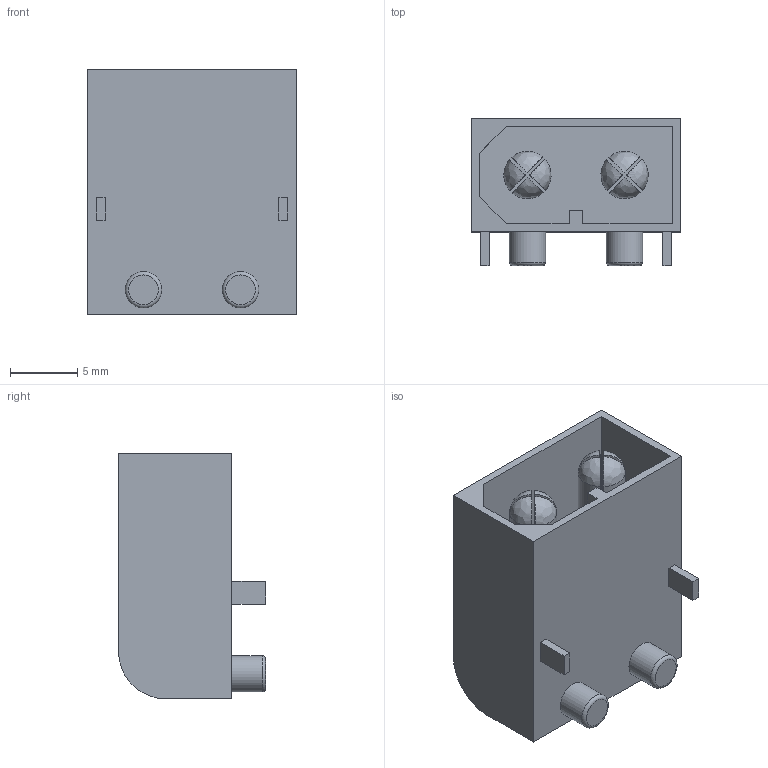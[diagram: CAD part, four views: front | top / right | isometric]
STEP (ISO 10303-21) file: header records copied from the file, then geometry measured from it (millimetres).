
FILE_DESCRIPTION(/* description */ (''),/* implementation_level */ '2;1');
FILE_NAME(/* name */ 'XT60-PW.stp',/* time_stamp */ '2018-05-17T18:46:21-04:00',/* author */ ('squir'),/* organization */ (''),/* preprocessor_version */ 'ST-DEVELOPER v16.13',/* originating_system */ 'Autodesk Inventor 2018',/* authorisation */ '');
FILE_SCHEMA (('AUTOMOTIVE_DESIGN { 1 0 10303 214 3 1 1 }'));
Length unit declared in the file: millimetre
Products named in the file (1): XT60-PW
Bounding box: 15.5 x 10.9 x 18.2 mm (x, y, z)
Volume: 1717.9 mm3; surface area: 1824.4 mm2
Topology: 1 solids, 1 shells, 74 faces, 175 edges, 116 vertices
Faces by surface type: plane 53, cylinder 11, bspline 8, torus 2
Full cylindrical faces by diameter (mm): 2.7 x2
Entity records: 2341 total; most frequent: CARTESIAN_POINT 570, ORIENTED_EDGE 342, DIRECTION 321, EDGE_CURVE 171, LINE 123, VECTOR 123, VERTEX_POINT 116, AXIS2_PLACEMENT_3D 99
